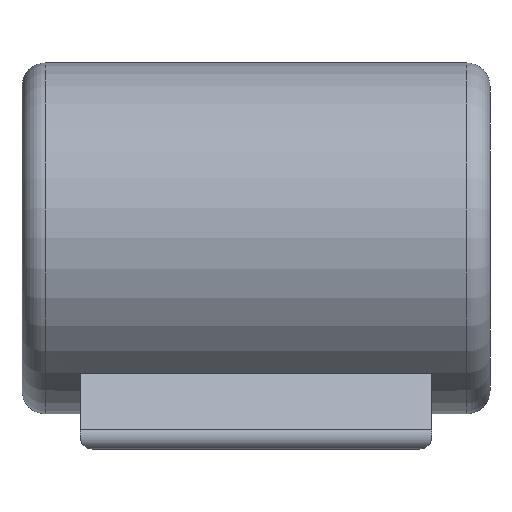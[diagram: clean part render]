
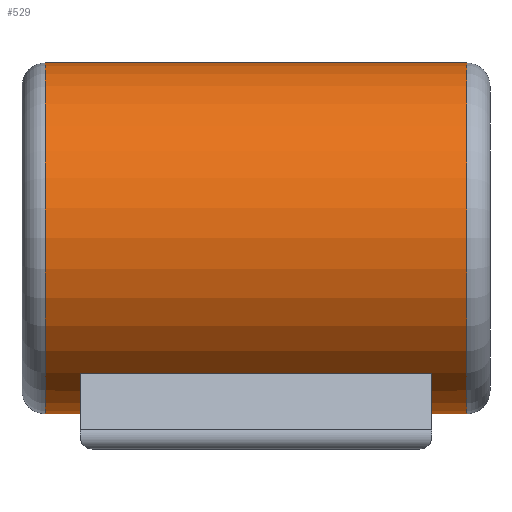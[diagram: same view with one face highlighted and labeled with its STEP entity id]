
A CAD part, left-side view. The second image highlights one B-rep face of the part: STEP entity #529.
In plain terms, the highlighted cylindrical face has radius 75 mm (diameter 150 mm), a partial arc.
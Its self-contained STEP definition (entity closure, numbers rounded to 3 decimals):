
#9 = LINE ( 'NONE', #434, #19 ) ;
#19 = VECTOR ( 'NONE', #374, 1000. ) ;
#20 = ORIENTED_EDGE ( 'NONE', *, *, #121, .F. ) ;
#25 = CARTESIAN_POINT ( 'NONE',  ( -48.014, 75., -57.617 ) ) ;
#49 = EDGE_CURVE ( 'NONE', #741, #623, #313, .T. ) ;
#53 = ORIENTED_EDGE ( 'NONE', *, *, #49, .T. ) ;
#76 = CARTESIAN_POINT ( 'NONE',  ( 0., 90., 75. ) ) ;
#78 = DIRECTION ( 'NONE',  ( 0., 0., 1. ) ) ;
#84 = CARTESIAN_POINT ( 'NONE',  ( 0., -100., -75. ) ) ;
#96 = DIRECTION ( 'NONE',  ( 0., 1., 0. ) ) ;
#99 = LINE ( 'NONE', #476, #126 ) ;
#100 = VERTEX_POINT ( 'NONE', #200 ) ;
#106 = AXIS2_PLACEMENT_3D ( 'NONE', #297, #730, #611 ) ;
#109 = CARTESIAN_POINT ( 'NONE',  ( -48.014, -75., -57.617 ) ) ;
#121 = EDGE_CURVE ( 'NONE', #741, #100, #327, .T. ) ;
#126 = VECTOR ( 'NONE', #368, 1000. ) ;
#128 = EDGE_CURVE ( 'NONE', #398, #142, #9, .T. ) ;
#141 = DIRECTION ( 'NONE',  ( 0., 0., 1. ) ) ;
#142 = VERTEX_POINT ( 'NONE', #25 ) ;
#148 = VECTOR ( 'NONE', #225, 1000. ) ;
#150 = DIRECTION ( 'NONE',  ( 0., 1., 0. ) ) ;
#172 = CIRCLE ( 'NONE', #106, 75. ) ;
#176 = CARTESIAN_POINT ( 'NONE',  ( 0., -90., 75. ) ) ;
#194 = CARTESIAN_POINT ( 'NONE',  ( 0., -90., 0. ) ) ;
#200 = CARTESIAN_POINT ( 'NONE',  ( 0., -75., -75. ) ) ;
#220 = AXIS2_PLACEMENT_3D ( 'NONE', #419, #673, #141 ) ;
#225 = DIRECTION ( 'NONE',  ( 0., 1., 0. ) ) ;
#250 = EDGE_CURVE ( 'NONE', #100, #398, #441, .T. ) ;
#288 = ORIENTED_EDGE ( 'NONE', *, *, #250, .F. ) ;
#297 = CARTESIAN_POINT ( 'NONE',  ( 0., 75., 0. ) ) ;
#307 = DIRECTION ( 'NONE',  ( 0., 1., 0. ) ) ;
#313 = CIRCLE ( 'NONE', #604, 75. ) ;
#326 = LINE ( 'NONE', #517, #148 ) ;
#327 = LINE ( 'NONE', #84, #361 ) ;
#330 = CARTESIAN_POINT ( 'NONE',  ( 0., 75., -75. ) ) ;
#343 = AXIS2_PLACEMENT_3D ( 'NONE', #725, #307, #78 ) ;
#345 = CYLINDRICAL_SURFACE ( 'NONE', #343, 75. ) ;
#361 = VECTOR ( 'NONE', #150, 1000. ) ;
#367 = CARTESIAN_POINT ( 'NONE',  ( 0., -90., -75. ) ) ;
#368 = DIRECTION ( 'NONE',  ( 0., 1., 0. ) ) ;
#374 = DIRECTION ( 'NONE',  ( 0., 1., 0. ) ) ;
#379 = ORIENTED_EDGE ( 'NONE', *, *, #554, .F. ) ;
#398 = VERTEX_POINT ( 'NONE', #109 ) ;
#419 = CARTESIAN_POINT ( 'NONE',  ( 0., 90., 0. ) ) ;
#424 = DIRECTION ( 'NONE',  ( 0., 1., 0. ) ) ;
#434 = CARTESIAN_POINT ( 'NONE',  ( -48.014, -100., -57.617 ) ) ;
#441 = CIRCLE ( 'NONE', #743, 75. ) ;
#476 = CARTESIAN_POINT ( 'NONE',  ( 0., -100., -75. ) ) ;
#499 = DIRECTION ( 'NONE',  ( 0., 0., -1. ) ) ;
#509 = EDGE_LOOP ( 'NONE', ( #20, #53, #736, #681, #379, #678, #536, #288 ) ) ;
#517 = CARTESIAN_POINT ( 'NONE',  ( 0., -100., 75. ) ) ;
#523 = FACE_OUTER_BOUND ( 'NONE', #509, .T. ) ;
#529 = ADVANCED_FACE ( 'NONE', ( #523 ), #345, .T. ) ;
#530 = EDGE_CURVE ( 'NONE', #559, #711, #701, .T. ) ;
#536 = ORIENTED_EDGE ( 'NONE', *, *, #128, .F. ) ;
#548 = DIRECTION ( 'NONE',  ( 0., 0., 1. ) ) ;
#554 = EDGE_CURVE ( 'NONE', #705, #711, #99, .T. ) ;
#559 = VERTEX_POINT ( 'NONE', #76 ) ;
#573 = CARTESIAN_POINT ( 'NONE',  ( 0., -75., 0. ) ) ;
#604 = AXIS2_PLACEMENT_3D ( 'NONE', #194, #424, #548 ) ;
#611 = DIRECTION ( 'NONE',  ( 0., 0., -1. ) ) ;
#623 = VERTEX_POINT ( 'NONE', #176 ) ;
#651 = CARTESIAN_POINT ( 'NONE',  ( 0., 90., -75. ) ) ;
#652 = EDGE_CURVE ( 'NONE', #623, #559, #326, .T. ) ;
#673 = DIRECTION ( 'NONE',  ( 0., -1., 0. ) ) ;
#678 = ORIENTED_EDGE ( 'NONE', *, *, #738, .T. ) ;
#681 = ORIENTED_EDGE ( 'NONE', *, *, #530, .T. ) ;
#701 = CIRCLE ( 'NONE', #220, 75. ) ;
#705 = VERTEX_POINT ( 'NONE', #330 ) ;
#711 = VERTEX_POINT ( 'NONE', #651 ) ;
#725 = CARTESIAN_POINT ( 'NONE',  ( 0., -100., 0. ) ) ;
#730 = DIRECTION ( 'NONE',  ( 0., 1., 0. ) ) ;
#736 = ORIENTED_EDGE ( 'NONE', *, *, #652, .T. ) ;
#738 = EDGE_CURVE ( 'NONE', #705, #142, #172, .T. ) ;
#741 = VERTEX_POINT ( 'NONE', #367 ) ;
#743 = AXIS2_PLACEMENT_3D ( 'NONE', #573, #96, #499 ) ;
